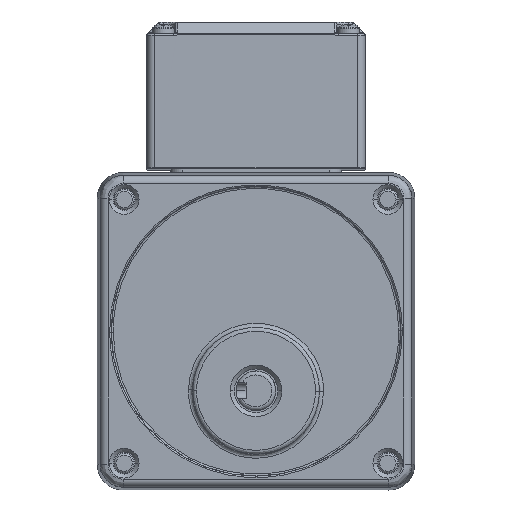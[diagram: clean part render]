
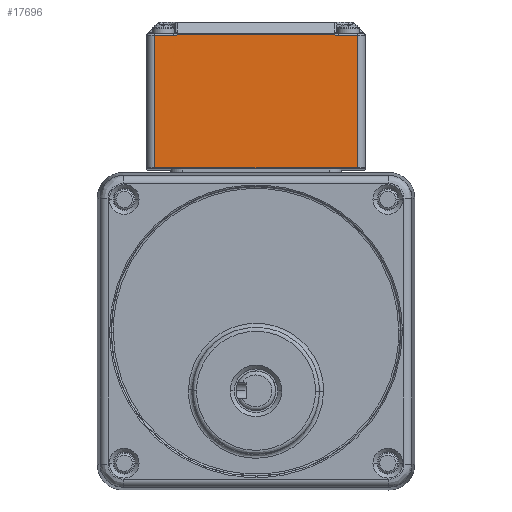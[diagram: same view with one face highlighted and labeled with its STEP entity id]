
A CAD part, front view. The second image highlights one B-rep face of the part: STEP entity #17696.
In plain terms, the highlighted planar face has unit normal (0, -1, 0.008).
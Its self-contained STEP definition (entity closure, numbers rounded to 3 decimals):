
#898 = EDGE_CURVE ( 'NONE', #25213, #22005, #32524, .T. ) ;
#1258 = CARTESIAN_POINT ( 'NONE',  ( -19.835, -3.885, 74.773 ) ) ;
#1658 = CARTESIAN_POINT ( 'NONE',  ( 20.141, -3.887, 74.611 ) ) ;
#1863 = LINE ( 'NONE', #26647, #5190 ) ;
#1901 = CARTESIAN_POINT ( 'NONE',  ( -19.835, -3.885, 74.773 ) ) ;
#3446 = VECTOR ( 'NONE', #13334, 1000. ) ;
#3518 = LINE ( 'NONE', #22804, #3446 ) ;
#4325 = CARTESIAN_POINT ( 'NONE',  ( 20.008, -3.886, 74.68 ) ) ;
#4527 = CARTESIAN_POINT ( 'NONE',  ( 20.091, -3.887, 74.636 ) ) ;
#4567 = CARTESIAN_POINT ( 'NONE',  ( -20.622, -3.887, 74.483 ) ) ;
#4764 = CARTESIAN_POINT ( 'NONE',  ( -20.392, -3.886, 74.516 ) ) ;
#4945 = DIRECTION ( 'NONE',  ( -1., 0., 0. ) ) ;
#5190 = VECTOR ( 'NONE', #4945, 1000. ) ;
#5199 = VERTEX_POINT ( 'NONE', #24036 ) ;
#5372 = ORIENTED_EDGE ( 'NONE', *, *, #33435, .F. ) ;
#5584 = ORIENTED_EDGE ( 'NONE', *, *, #21456, .F. ) ;
#6206 = CARTESIAN_POINT ( 'NONE',  ( 19.835, -3.885, 74.773 ) ) ;
#6215 = EDGE_CURVE ( 'NONE', #17623, #17537, #34158, .T. ) ;
#6750 = ORIENTED_EDGE ( 'NONE', *, *, #6215, .F. ) ;
#7204 = CARTESIAN_POINT ( 'NONE',  ( 19.875, -3.886, 74.756 ) ) ;
#7388 = CARTESIAN_POINT ( 'NONE',  ( 19.835, -3.885, 74.773 ) ) ;
#7590 = LINE ( 'NONE', #26224, #9778 ) ;
#7644 = CARTESIAN_POINT ( 'NONE',  ( -19.971, -3.885, 74.7 ) ) ;
#7803 = CARTESIAN_POINT ( 'NONE',  ( 20.339, -3.887, 74.534 ) ) ;
#7868 = EDGE_CURVE ( 'NONE', #34763, #5199, #30417, .T. ) ;
#7921 = EDGE_CURVE ( 'NONE', #17341, #22005, #1863, .T. ) ;
#8003 = CARTESIAN_POINT ( 'NONE',  ( 20.521, -3.888, 74.492 ) ) ;
#8037 = CARTESIAN_POINT ( 'NONE',  ( -19.905, -3.884, 74.743 ) ) ;
#8312 = EDGE_CURVE ( 'NONE', #25213, #17623, #7590, .T. ) ;
#9188 = DIRECTION ( 'NONE',  ( 0., -1., 0.008 ) ) ;
#9323 = VECTOR ( 'NONE', #37102, 1000. ) ;
#9778 = VECTOR ( 'NONE', #10649, 1000. ) ;
#10649 = DIRECTION ( 'NONE',  ( 1., 0., 0. ) ) ;
#10663 = CARTESIAN_POINT ( 'NONE',  ( 19.847, -3.886, 74.769 ) ) ;
#11077 = CARTESIAN_POINT ( 'NONE',  ( 19.835, -3.885, 74.773 ) ) ;
#11738 = CARTESIAN_POINT ( 'NONE',  ( 25.5, -4.161, 41.181 ) ) ;
#12048 = PLANE ( 'NONE',  #33439 ) ;
#12644 = CARTESIAN_POINT ( 'NONE',  ( 25.5, -3.888, 74.48 ) ) ;
#12908 = LINE ( 'NONE', #22179, #28077 ) ;
#13334 = DIRECTION ( 'NONE',  ( 0., -0.008, -1. ) ) ;
#13737 = CARTESIAN_POINT ( 'NONE',  ( 19.895, -3.886, 74.746 ) ) ;
#13934 = CARTESIAN_POINT ( 'NONE',  ( 19.859, -3.886, 74.764 ) ) ;
#14148 = CARTESIAN_POINT ( 'NONE',  ( 19.918, -3.886, 74.733 ) ) ;
#14345 = CARTESIAN_POINT ( 'NONE',  ( 19.835, -3.885, 74.773 ) ) ;
#15210 = LINE ( 'NONE', #18707, #9323 ) ;
#16488 = CARTESIAN_POINT ( 'NONE',  ( -25.5, -4.161, 41.181 ) ) ;
#16658 = CARTESIAN_POINT ( 'NONE',  ( -20.543, -3.887, 74.488 ) ) ;
#17022 = CARTESIAN_POINT ( 'NONE',  ( 20.264, -3.887, 74.559 ) ) ;
#17259 = CARTESIAN_POINT ( 'NONE',  ( -20.176, -3.886, 74.593 ) ) ;
#17341 = VERTEX_POINT ( 'NONE', #11738 ) ;
#17537 = VERTEX_POINT ( 'NONE', #1258 ) ;
#17623 = VERTEX_POINT ( 'NONE', #22815 ) ;
#17696 = ADVANCED_FACE ( 'NONE', ( #40085 ), #12048, .T. ) ;
#18707 = CARTESIAN_POINT ( 'NONE',  ( 20.701, -3.888, 74.48 ) ) ;
#19891 = CARTESIAN_POINT ( 'NONE',  ( 19.835, -3.885, 74.773 ) ) ;
#20876 = VECTOR ( 'NONE', #32911, 1000. ) ;
#21456 = EDGE_CURVE ( 'NONE', #17537, #34763, #12908, .T. ) ;
#22005 = VERTEX_POINT ( 'NONE', #16488 ) ;
#22179 = CARTESIAN_POINT ( 'NONE',  ( -19.835, -3.885, 74.773 ) ) ;
#22246 = ORIENTED_EDGE ( 'NONE', *, *, #898, .T. ) ;
#22574 = DIRECTION ( 'NONE',  ( 1., 0., 0. ) ) ;
#22804 = CARTESIAN_POINT ( 'NONE',  ( 25.5, -3.888, 74.48 ) ) ;
#22815 = CARTESIAN_POINT ( 'NONE',  ( -20.701, -3.888, 74.48 ) ) ;
#22946 = CARTESIAN_POINT ( 'NONE',  ( -25.5, -3.888, 74.48 ) ) ;
#24036 = CARTESIAN_POINT ( 'NONE',  ( 20.701, -3.888, 74.48 ) ) ;
#24606 = EDGE_LOOP ( 'NONE', ( #22246, #32249, #5372, #32472, #28527, #5584, #6750, #33158 ) ) ;
#25213 = VERTEX_POINT ( 'NONE', #33896 ) ;
#26042 = CARTESIAN_POINT ( 'NONE',  ( 19.944, -3.886, 74.717 ) ) ;
#26224 = CARTESIAN_POINT ( 'NONE',  ( -25.5, -3.888, 74.48 ) ) ;
#26241 = CARTESIAN_POINT ( 'NONE',  ( 20.424, -3.888, 74.511 ) ) ;
#26647 = CARTESIAN_POINT ( 'NONE',  ( 25.5, -4.161, 41.181 ) ) ;
#27807 = CARTESIAN_POINT ( 'NONE',  ( 0., -4.163, 40.981 ) ) ;
#28077 = VECTOR ( 'NONE', #22574, 1000. ) ;
#28454 = VERTEX_POINT ( 'NONE', #12644 ) ;
#28527 = ORIENTED_EDGE ( 'NONE', *, *, #7868, .F. ) ;
#29088 = CARTESIAN_POINT ( 'NONE',  ( 19.974, -3.886, 74.7 ) ) ;
#29901 = CARTESIAN_POINT ( 'NONE',  ( 19.839, -3.886, 74.772 ) ) ;
#29937 = CARTESIAN_POINT ( 'NONE',  ( -20.319, -3.886, 74.538 ) ) ;
#30417 =( BOUNDED_CURVE ( )  B_SPLINE_CURVE ( 3, ( #7388, #11077, #19891, #14345, #29901, #10663, #13934, #7204, #13737, #14148, #26042, #29088, #4325, #36035, #4527, #1658, #39310, #17022, #7803, #26241, #8003, #32365, #38514, #38709 ),
 .UNSPECIFIED., .F., .F. ) 
 B_SPLINE_CURVE_WITH_KNOTS ( ( 4, 1, 1, 1, 1, 1, 1, 1, 1, 1, 1, 1, 1, 1, 1, 1, 1, 1, 1, 1, 1, 4 ),
 ( 0., 0.006, 0.036, 0.064, 0.092, 0.12, 0.148, 0.177, 0.208, 0.242, 0.279, 0.32, 0.364, 0.412, 0.465, 0.524, 0.59, 0.663, 0.745, 0.834, 0.932, 1. ),
 .UNSPECIFIED. ) 
 CURVE ( )  GEOMETRIC_REPRESENTATION_ITEM ( )  RATIONAL_B_SPLINE_CURVE ( ( 1.172, 1.172, 1.172, 1.172, 1.172, 1.172, 1.172, 1.172, 1.172, 1.172, 1.172, 1.172, 1.172, 1.172, 1.172, 1.172, 1.172, 1.172, 1.172, 1.172, 1.172, 1.172, 1.172, 1.172 ) ) 
 REPRESENTATION_ITEM ( '' )  );
#32249 = ORIENTED_EDGE ( 'NONE', *, *, #7921, .F. ) ;
#32365 = CARTESIAN_POINT ( 'NONE',  ( 20.614, -3.888, 74.482 ) ) ;
#32411 = CARTESIAN_POINT ( 'NONE',  ( -20.701, -3.888, 74.48 ) ) ;
#32472 = ORIENTED_EDGE ( 'NONE', *, *, #33374, .F. ) ;
#32524 = LINE ( 'NONE', #22946, #20876 ) ;
#32911 = DIRECTION ( 'NONE',  ( 0., -0.008, -1. ) ) ;
#33158 = ORIENTED_EDGE ( 'NONE', *, *, #8312, .F. ) ;
#33374 = EDGE_CURVE ( 'NONE', #5199, #28454, #15210, .T. ) ;
#33435 = EDGE_CURVE ( 'NONE', #28454, #17341, #3518, .T. ) ;
#33439 = AXIS2_PLACEMENT_3D ( 'NONE', #27807, #9188, #34138 ) ;
#33896 = CARTESIAN_POINT ( 'NONE',  ( -25.5, -3.888, 74.48 ) ) ;
#34138 = DIRECTION ( 'NONE',  ( -1., 0., 0. ) ) ;
#34158 = B_SPLINE_CURVE_WITH_KNOTS ( 'NONE', 3,
 ( #32411, #4567, #16658, #4764, #29937, #17259, #39153, #7644, #8037, #1901 ),
 .UNSPECIFIED., .F., .F.,
 ( 4, 2, 2, 2, 4 ),
 ( 0., 0.25, 0.5, 0.75, 1. ),
 .UNSPECIFIED. ) ;
#34763 = VERTEX_POINT ( 'NONE', #6206 ) ;
#36035 = CARTESIAN_POINT ( 'NONE',  ( 20.047, -3.886, 74.659 ) ) ;
#37102 = DIRECTION ( 'NONE',  ( 1., 0., 0. ) ) ;
#38514 = CARTESIAN_POINT ( 'NONE',  ( 20.675, -3.888, 74.48 ) ) ;
#38709 = CARTESIAN_POINT ( 'NONE',  ( 20.701, -3.888, 74.48 ) ) ;
#39153 = CARTESIAN_POINT ( 'NONE',  ( -20.107, -3.885, 74.626 ) ) ;
#39310 = CARTESIAN_POINT ( 'NONE',  ( 20.198, -3.887, 74.585 ) ) ;
#40085 = FACE_OUTER_BOUND ( 'NONE', #24606, .T. ) ;
